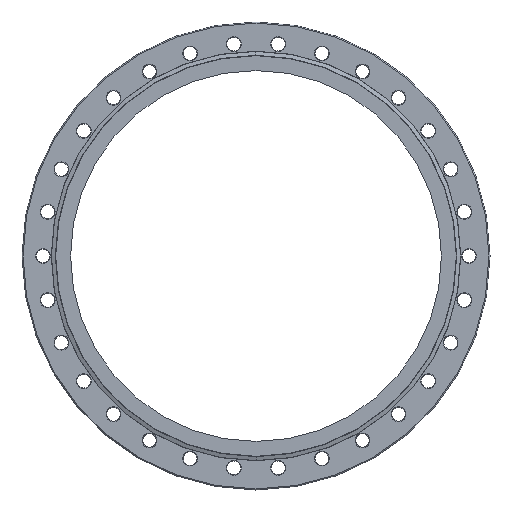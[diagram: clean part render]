
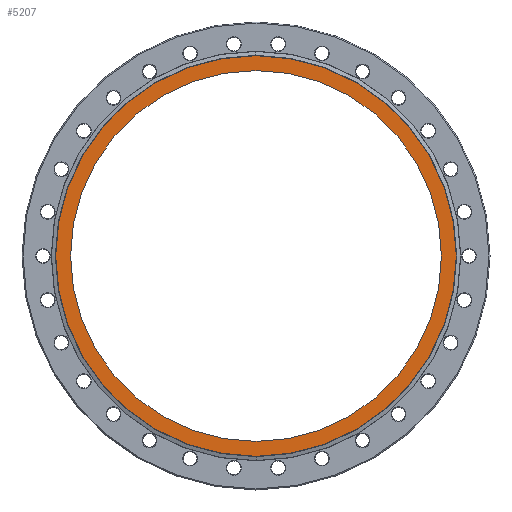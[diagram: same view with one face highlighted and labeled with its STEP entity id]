
A CAD part, left-side view. The second image highlights one B-rep face of the part: STEP entity #5207.
In plain terms, the highlighted planar face has unit normal (-1, 0, 0).
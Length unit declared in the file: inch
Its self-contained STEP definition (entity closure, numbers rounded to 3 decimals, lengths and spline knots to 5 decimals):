
#99 = VERTEX_POINT ( 'NONE', #1687 ) ;
#102 = CIRCLE ( 'NONE', #1459, 5.25 ) ;
#146 = DIRECTION ( 'NONE',  ( -1., 0., 0. ) ) ;
#444 = CARTESIAN_POINT ( 'NONE',  ( 0.08, 0., 5.25 ) ) ;
#475 = FACE_OUTER_BOUND ( 'NONE', #3160, .T. ) ;
#609 = ORIENTED_EDGE ( 'NONE', *, *, #4805, .F. ) ;
#858 = CIRCLE ( 'NONE', #2217, 5.67 ) ;
#914 = EDGE_CURVE ( 'NONE', #2670, #99, #2266, .T. ) ;
#1268 = CARTESIAN_POINT ( 'NONE',  ( 0.08, 0., 0. ) ) ;
#1357 = EDGE_CURVE ( 'NONE', #3071, #2976, #102, .T. ) ;
#1363 = DIRECTION ( 'NONE',  ( -1., 0., 0. ) ) ;
#1459 = AXIS2_PLACEMENT_3D ( 'NONE', #5646, #146, #5176 ) ;
#1490 = ORIENTED_EDGE ( 'NONE', *, *, #1357, .F. ) ;
#1589 = ORIENTED_EDGE ( 'NONE', *, *, #914, .T. ) ;
#1687 = CARTESIAN_POINT ( 'NONE',  ( 0.08, 0., -5.67 ) ) ;
#1771 = AXIS2_PLACEMENT_3D ( 'NONE', #3313, #1848, #3741 ) ;
#1848 = DIRECTION ( 'NONE',  ( 1., 0., 0. ) ) ;
#2133 = ORIENTED_EDGE ( 'NONE', *, *, #5851, .T. ) ;
#2217 = AXIS2_PLACEMENT_3D ( 'NONE', #1268, #4557, #2608 ) ;
#2266 = CIRCLE ( 'NONE', #5389, 5.67 ) ;
#2608 = DIRECTION ( 'NONE',  ( 0., 0., -1. ) ) ;
#2670 = VERTEX_POINT ( 'NONE', #5698 ) ;
#2976 = VERTEX_POINT ( 'NONE', #444 ) ;
#3071 = VERTEX_POINT ( 'NONE', #4332 ) ;
#3160 = EDGE_LOOP ( 'NONE', ( #2133, #1589 ) ) ;
#3254 = FACE_BOUND ( 'NONE', #5780, .T. ) ;
#3313 = CARTESIAN_POINT ( 'NONE',  ( 0.08, 5.675, 0. ) ) ;
#3453 = CARTESIAN_POINT ( 'NONE',  ( 0.08, 0., 0. ) ) ;
#3604 = DIRECTION ( 'NONE',  ( -1., 0., 0. ) ) ;
#3678 = PLANE ( 'NONE',  #1771 ) ;
#3741 = DIRECTION ( 'NONE',  ( 0., 0., -1. ) ) ;
#3807 = CIRCLE ( 'NONE', #4390, 5.25 ) ;
#4332 = CARTESIAN_POINT ( 'NONE',  ( 0.08, 0., -5.25 ) ) ;
#4390 = AXIS2_PLACEMENT_3D ( 'NONE', #5514, #1363, #4596 ) ;
#4557 = DIRECTION ( 'NONE',  ( -1., 0., 0. ) ) ;
#4596 = DIRECTION ( 'NONE',  ( 0., 0., 1. ) ) ;
#4805 = EDGE_CURVE ( 'NONE', #2976, #3071, #3807, .T. ) ;
#5176 = DIRECTION ( 'NONE',  ( 0., 0., 1. ) ) ;
#5207 = ADVANCED_FACE ( 'NONE', ( #475, #3254 ), #3678, .F. ) ;
#5389 = AXIS2_PLACEMENT_3D ( 'NONE', #3453, #3604, #5435 ) ;
#5435 = DIRECTION ( 'NONE',  ( 0., 0., -1. ) ) ;
#5514 = CARTESIAN_POINT ( 'NONE',  ( 0.08, 0., 0. ) ) ;
#5646 = CARTESIAN_POINT ( 'NONE',  ( 0.08, 0., 0. ) ) ;
#5698 = CARTESIAN_POINT ( 'NONE',  ( 0.08, 0., 5.67 ) ) ;
#5780 = EDGE_LOOP ( 'NONE', ( #609, #1490 ) ) ;
#5851 = EDGE_CURVE ( 'NONE', #99, #2670, #858, .T. ) ;
